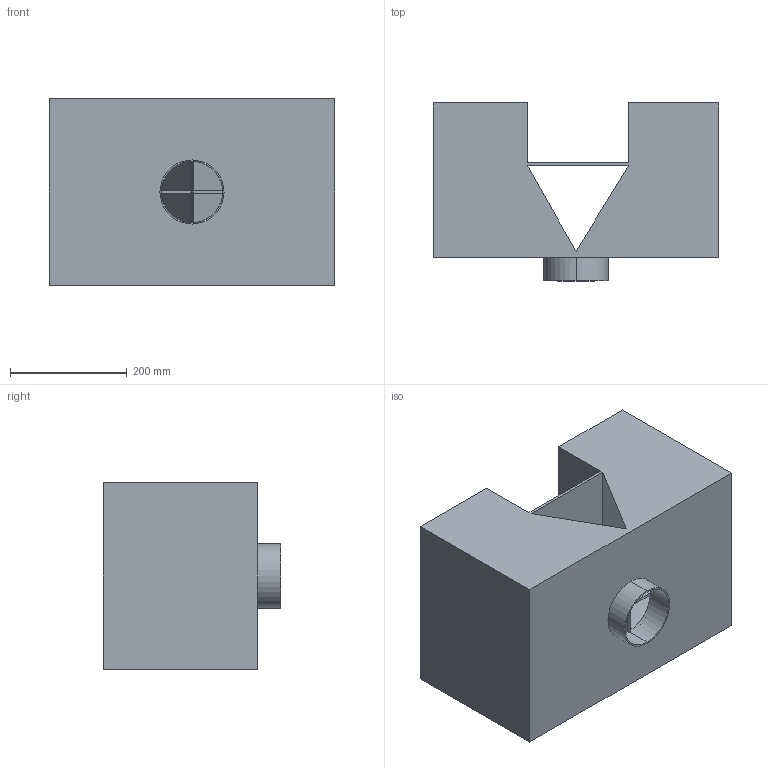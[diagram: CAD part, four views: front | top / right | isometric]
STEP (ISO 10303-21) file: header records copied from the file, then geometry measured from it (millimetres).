
FILE_DESCRIPTION (( 'STEP AP214' ), '1' );
FILE_NAME ('NEW GUIDE 001.STEP', '2025-11-21T09:54:10', ( '' ), ( '' ), 'SwSTEP 2.0', 'SolidWorks 2015', '' );
FILE_SCHEMA (( 'AUTOMOTIVE_DESIGN' ));
Length unit declared in the file: millimetre
Products named in the file (2): NEW GUIDE 001
Bounding box: 490 x 305 x 320 mm (x, y, z)
Volume: 4111554.3 mm3; surface area: 1675542.1 mm2
Topology: 1 solids, 1 shells, 50 faces, 136 edges, 86 vertices
Faces by surface type: plane 42, cylinder 8
Entity records: 1625 total; most frequent: CARTESIAN_POINT 286, ORIENTED_EDGE 272, DIRECTION 256, EDGE_CURVE 136, VECTOR 112, LINE 112, VERTEX_POINT 86, AXIS2_PLACEMENT_3D 72
